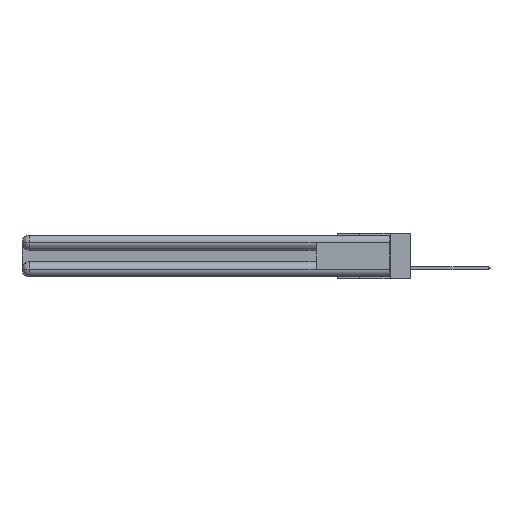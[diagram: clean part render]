
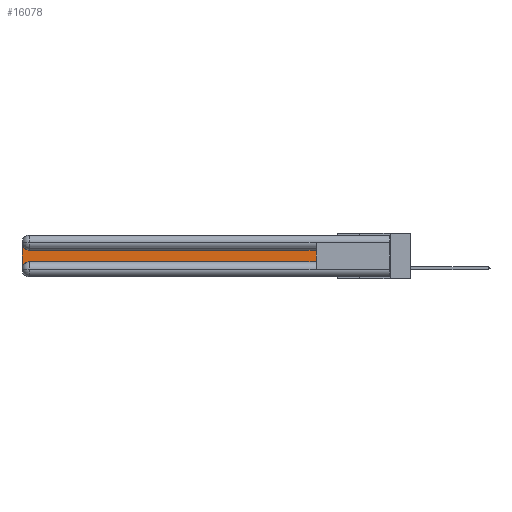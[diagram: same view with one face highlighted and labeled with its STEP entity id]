
A CAD part, left-side view. The second image highlights one B-rep face of the part: STEP entity #16078.
In plain terms, the highlighted planar face has unit normal (-1, 0, 0).
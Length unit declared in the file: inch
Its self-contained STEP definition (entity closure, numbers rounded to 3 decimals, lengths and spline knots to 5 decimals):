
#84 = VERTEX_POINT ( 'NONE', #17373 ) ;
#310 = CARTESIAN_POINT ( 'NONE',  ( 0.075, 0.6, -0.2175 ) ) ;
#392 = LINE ( 'NONE', #310, #16134 ) ;
#434 = ORIENTED_EDGE ( 'NONE', *, *, #17300, .T. ) ;
#1146 = DIRECTION ( 'NONE',  ( 1., 0., 0. ) ) ;
#2019 = DIRECTION ( 'NONE',  ( 0., -1., 0. ) ) ;
#2432 = LINE ( 'NONE', #20700, #27132 ) ;
#2709 = DIRECTION ( 'NONE',  ( 0., 1., 0. ) ) ;
#3371 = ORIENTED_EDGE ( 'NONE', *, *, #26060, .T. ) ;
#3621 = DIRECTION ( 'NONE',  ( 1., 0., 0. ) ) ;
#3703 = DIRECTION ( 'NONE',  ( 0., 0., -1. ) ) ;
#4192 = VERTEX_POINT ( 'NONE', #12696 ) ;
#4467 = CIRCLE ( 'NONE', #18047, 0.06 ) ;
#4635 = ORIENTED_EDGE ( 'NONE', *, *, #18593, .T. ) ;
#4740 = AXIS2_PLACEMENT_3D ( 'NONE', #9486, #27814, #21003 ) ;
#6926 = ORIENTED_EDGE ( 'NONE', *, *, #19439, .T. ) ;
#7297 = VERTEX_POINT ( 'NONE', #20224 ) ;
#8410 = CARTESIAN_POINT ( 'NONE',  ( 0.075, 0.6, -0.2175 ) ) ;
#9238 = DIRECTION ( 'NONE',  ( 0., 0., 1. ) ) ;
#9409 = EDGE_CURVE ( 'NONE', #18615, #84, #2432, .T. ) ;
#9486 = CARTESIAN_POINT ( 'NONE',  ( 0.075, 3., -0.1225 ) ) ;
#12181 = CARTESIAN_POINT ( 'NONE',  ( 0.075, 0.6, -0.1225 ) ) ;
#12696 = CARTESIAN_POINT ( 'NONE',  ( 0.075, 2.94, -0.1225 ) ) ;
#13773 = EDGE_CURVE ( 'NONE', #7297, #4192, #26669, .T. ) ;
#13843 = DIRECTION ( 'NONE',  ( 0., 0., -1. ) ) ;
#14237 = CARTESIAN_POINT ( 'NONE',  ( 0.075, 2.94, -0.2175 ) ) ;
#14441 = VECTOR ( 'NONE', #2709, 39.37008 ) ;
#15396 = CARTESIAN_POINT ( 'NONE',  ( 0.075, 0.6, -0.2175 ) ) ;
#16078 = ADVANCED_FACE ( 'NONE', ( #16909 ), #25883, .F. ) ;
#16134 = VECTOR ( 'NONE', #9238, 39.37008 ) ;
#16285 = ORIENTED_EDGE ( 'NONE', *, *, #13773, .T. ) ;
#16909 = FACE_OUTER_BOUND ( 'NONE', #26036, .T. ) ;
#17300 = EDGE_CURVE ( 'NONE', #23633, #19100, #27047, .T. ) ;
#17373 = CARTESIAN_POINT ( 'NONE',  ( 0.075, 3., -0.2775 ) ) ;
#18047 = AXIS2_PLACEMENT_3D ( 'NONE', #28673, #1146, #3703 ) ;
#18593 = EDGE_CURVE ( 'NONE', #84, #23633, #25863, .T. ) ;
#18615 = VERTEX_POINT ( 'NONE', #26885 ) ;
#19100 = VERTEX_POINT ( 'NONE', #15396 ) ;
#19439 = EDGE_CURVE ( 'NONE', #19100, #7297, #392, .T. ) ;
#20224 = CARTESIAN_POINT ( 'NONE',  ( 0.075, 0.6, -0.1225 ) ) ;
#20700 = CARTESIAN_POINT ( 'NONE',  ( 0.075, 3., -0.2175 ) ) ;
#21003 = DIRECTION ( 'NONE',  ( 0., 0., -1. ) ) ;
#23633 = VERTEX_POINT ( 'NONE', #14237 ) ;
#24278 = DIRECTION ( 'NONE',  ( 0., 0., -1. ) ) ;
#25863 = CIRCLE ( 'NONE', #27025, 0.06 ) ;
#25883 = PLANE ( 'NONE',  #4740 ) ;
#26036 = EDGE_LOOP ( 'NONE', ( #16285, #3371, #26873, #4635, #434, #6926 ) ) ;
#26060 = EDGE_CURVE ( 'NONE', #4192, #18615, #4467, .T. ) ;
#26483 = CARTESIAN_POINT ( 'NONE',  ( 0.075, 2.94, -0.2775 ) ) ;
#26669 = LINE ( 'NONE', #12181, #14441 ) ;
#26873 = ORIENTED_EDGE ( 'NONE', *, *, #9409, .T. ) ;
#26885 = CARTESIAN_POINT ( 'NONE',  ( 0.075, 3., -0.0625 ) ) ;
#27025 = AXIS2_PLACEMENT_3D ( 'NONE', #26483, #3621, #24278 ) ;
#27047 = LINE ( 'NONE', #8410, #27773 ) ;
#27132 = VECTOR ( 'NONE', #13843, 39.37008 ) ;
#27773 = VECTOR ( 'NONE', #2019, 39.37008 ) ;
#27814 = DIRECTION ( 'NONE',  ( 1., 0., 0. ) ) ;
#28673 = CARTESIAN_POINT ( 'NONE',  ( 0.075, 2.94, -0.0625 ) ) ;
